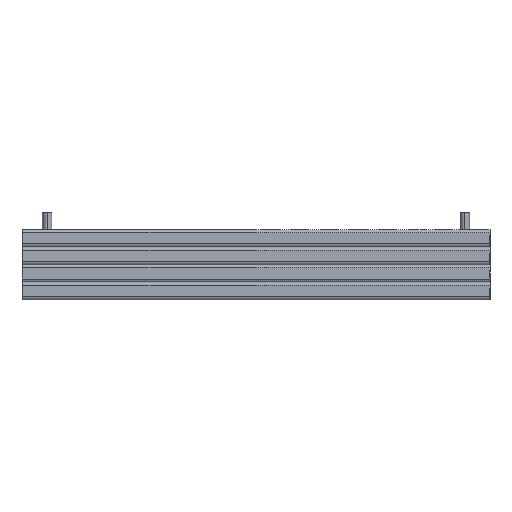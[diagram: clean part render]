
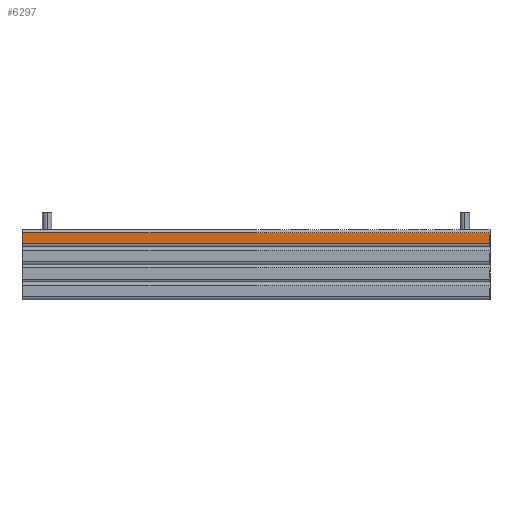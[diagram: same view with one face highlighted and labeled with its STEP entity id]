
A CAD part, top view. The second image highlights one B-rep face of the part: STEP entity #6297.
In plain terms, the highlighted face is planar.
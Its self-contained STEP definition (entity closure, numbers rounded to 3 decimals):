
#99 = EDGE_LOOP ( 'NONE', ( #5901, #3178, #171, #2656 ) ) ;
#171 = ORIENTED_EDGE ( 'NONE', *, *, #6137, .F. ) ;
#1031 = LINE ( 'NONE', #5953, #5494 ) ;
#1156 = CARTESIAN_POINT ( 'NONE',  ( -200., -15.1, -10.8 ) ) ;
#1357 = CARTESIAN_POINT ( 'NONE',  ( -200., -15.1, -12.1 ) ) ;
#1717 = EDGE_CURVE ( 'NONE', #3189, #6366, #3477, .T. ) ;
#1818 = CARTESIAN_POINT ( 'NONE',  ( -200., -15.1, -10.8 ) ) ;
#1916 = DIRECTION ( 'NONE',  ( 0., 0., -1. ) ) ;
#2044 = DIRECTION ( 'NONE',  ( 0., 0., -1. ) ) ;
#2441 = CARTESIAN_POINT ( 'NONE',  ( -200., -15.1, 0. ) ) ;
#2656 = ORIENTED_EDGE ( 'NONE', *, *, #5100, .F. ) ;
#2675 = VECTOR ( 'NONE', #2044, 1000. ) ;
#2764 = DIRECTION ( 'NONE',  ( 1., 0., 0. ) ) ;
#2894 = PLANE ( 'NONE',  #6692 ) ;
#3028 = DIRECTION ( 'NONE',  ( 0., 1., 0. ) ) ;
#3105 = VECTOR ( 'NONE', #3295, 1000. ) ;
#3107 = VERTEX_POINT ( 'NONE', #3247 ) ;
#3178 = ORIENTED_EDGE ( 'NONE', *, *, #1717, .F. ) ;
#3189 = VERTEX_POINT ( 'NONE', #6299 ) ;
#3247 = CARTESIAN_POINT ( 'NONE',  ( -200., -15.1, -1.3 ) ) ;
#3295 = DIRECTION ( 'NONE',  ( 1., 0., 0. ) ) ;
#3477 = LINE ( 'NONE', #4139, #2675 ) ;
#3508 = CARTESIAN_POINT ( 'NONE',  ( 200., -15.1, -10.8 ) ) ;
#3858 = VECTOR ( 'NONE', #6649, 1000. ) ;
#4139 = CARTESIAN_POINT ( 'NONE',  ( 200., -15.1, -12.1 ) ) ;
#4159 = FACE_OUTER_BOUND ( 'NONE', #99, .T. ) ;
#4671 = LINE ( 'NONE', #1156, #3105 ) ;
#4986 = VERTEX_POINT ( 'NONE', #1818 ) ;
#5100 = EDGE_CURVE ( 'NONE', #4986, #3107, #6394, .T. ) ;
#5462 = EDGE_CURVE ( 'NONE', #4986, #6366, #4671, .T. ) ;
#5494 = VECTOR ( 'NONE', #2764, 1000. ) ;
#5901 = ORIENTED_EDGE ( 'NONE', *, *, #5462, .T. ) ;
#5953 = CARTESIAN_POINT ( 'NONE',  ( 200., -15.1, -1.3 ) ) ;
#6137 = EDGE_CURVE ( 'NONE', #3107, #3189, #1031, .T. ) ;
#6297 = ADVANCED_FACE ( 'NONE', ( #4159 ), #2894, .F. ) ;
#6299 = CARTESIAN_POINT ( 'NONE',  ( 200., -15.1, -1.3 ) ) ;
#6366 = VERTEX_POINT ( 'NONE', #3508 ) ;
#6394 = LINE ( 'NONE', #2441, #3858 ) ;
#6649 = DIRECTION ( 'NONE',  ( 0., 0., 1. ) ) ;
#6692 = AXIS2_PLACEMENT_3D ( 'NONE', #1357, #3028, #1916 ) ;
